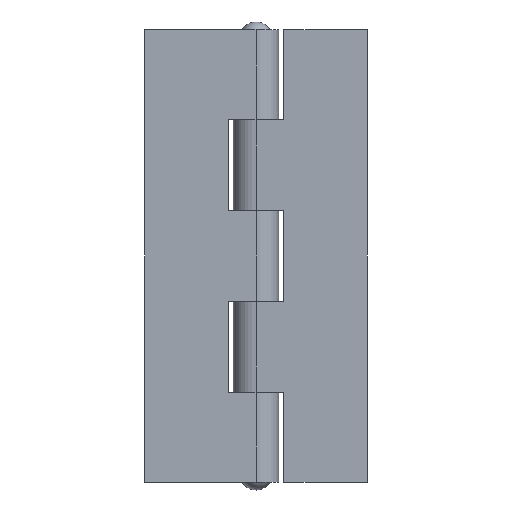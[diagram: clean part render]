
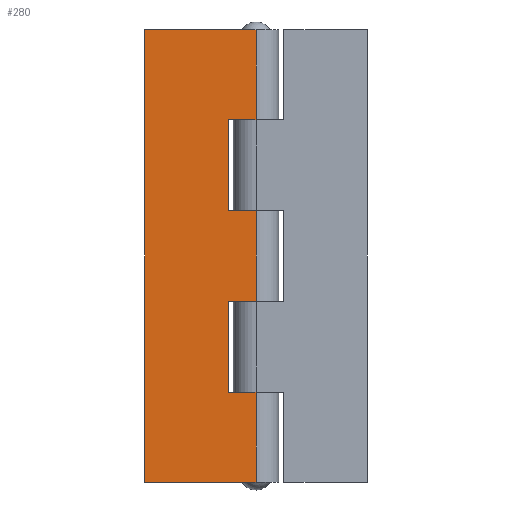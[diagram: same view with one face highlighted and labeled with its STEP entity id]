
A CAD part, front view. The second image highlights one B-rep face of the part: STEP entity #280.
In plain terms, the highlighted planar face has unit normal (0, -1, 0).
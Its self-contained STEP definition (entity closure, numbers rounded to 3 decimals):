
#177 = VERTEX_POINT ( 'NONE', #865 ) ;
#179 = EDGE_CURVE ( 'NONE', #177, #2123, #864, .T. ) ;
#187 = VERTEX_POINT ( 'NONE', #848 ) ;
#216 = EDGE_CURVE ( 'NONE', #177, #246, #934, .T. ) ;
#236 = VERTEX_POINT ( 'NONE', #955 ) ;
#238 = EDGE_CURVE ( 'NONE', #236, #187, #954, .T. ) ;
#245 = EDGE_CURVE ( 'NONE', #246, #187, #949, .T. ) ;
#246 = VERTEX_POINT ( 'NONE', #1003 ) ;
#253 = EDGE_CURVE ( 'NONE', #2131, #284, #1002, .T. ) ;
#266 = ORIENTED_EDGE ( 'NONE', *, *, #245, .T. ) ;
#267 = ORIENTED_EDGE ( 'NONE', *, *, #238, .F. ) ;
#268 = ORIENTED_EDGE ( 'NONE', *, *, #269, .T. ) ;
#269 = EDGE_CURVE ( 'NONE', #236, #270, #722, .T. ) ;
#270 = VERTEX_POINT ( 'NONE', #1036 ) ;
#271 = ORIENTED_EDGE ( 'NONE', *, *, #272, .T. ) ;
#272 = EDGE_CURVE ( 'NONE', #270, #273, #1035, .T. ) ;
#273 = VERTEX_POINT ( 'NONE', #1031 ) ;
#274 = ORIENTED_EDGE ( 'NONE', *, *, #275, .T. ) ;
#275 = EDGE_CURVE ( 'NONE', #273, #2127, #1030, .T. ) ;
#276 = ORIENTED_EDGE ( 'NONE', *, *, #2130, .F. ) ;
#277 = ORIENTED_EDGE ( 'NONE', *, *, #253, .T. ) ;
#280 = ADVANCED_FACE ( 'NONE', ( #1026 ), #1025, .F. ) ;
#281 = EDGE_LOOP ( 'NONE', ( #282, #286, #288, #289, #2156, #266, #267, #268, #271, #274, #276, #277 ) ) ;
#282 = ORIENTED_EDGE ( 'NONE', *, *, #283, .T. ) ;
#283 = EDGE_CURVE ( 'NONE', #284, #285, #1020, .T. ) ;
#284 = VERTEX_POINT ( 'NONE', #1016 ) ;
#285 = VERTEX_POINT ( 'NONE', #1015 ) ;
#286 = ORIENTED_EDGE ( 'NONE', *, *, #287, .T. ) ;
#287 = EDGE_CURVE ( 'NONE', #285, #2115, #1014, .T. ) ;
#288 = ORIENTED_EDGE ( 'NONE', *, *, #2117, .F. ) ;
#289 = ORIENTED_EDGE ( 'NONE', *, *, #179, .F. ) ;
#722 = LINE ( 'NONE', #977, #1038 ) ;
#848 = CARTESIAN_POINT ( 'NONE',  ( 0., -3.25, -32.5 ) ) ;
#861 = DIRECTION ( 'NONE',  ( 1., 0., 0. ) ) ;
#862 = VECTOR ( 'NONE', #861, 1000. ) ;
#863 = CARTESIAN_POINT ( 'NONE',  ( 0., -3.25, 32.5 ) ) ;
#864 = LINE ( 'NONE', #863, #862 ) ;
#865 = CARTESIAN_POINT ( 'NONE',  ( -16., -3.25, 32.5 ) ) ;
#931 = DIRECTION ( 'NONE',  ( 0., 0., -1. ) ) ;
#932 = VECTOR ( 'NONE', #931, 1000. ) ;
#933 = CARTESIAN_POINT ( 'NONE',  ( -16., -3.25, 32.5 ) ) ;
#934 = LINE ( 'NONE', #933, #932 ) ;
#949 = LINE ( 'NONE', #1006, #1005 ) ;
#951 = DIRECTION ( 'NONE',  ( 0., 0., -1. ) ) ;
#952 = VECTOR ( 'NONE', #951, 1000. ) ;
#953 = CARTESIAN_POINT ( 'NONE',  ( 0., -3.25, 32.5 ) ) ;
#954 = LINE ( 'NONE', #953, #952 ) ;
#955 = CARTESIAN_POINT ( 'NONE',  ( 0., -3.25, -19.6 ) ) ;
#977 = CARTESIAN_POINT ( 'NONE',  ( 0., -3.25, -19.6 ) ) ;
#999 = DIRECTION ( 'NONE',  ( -1., 0., 0. ) ) ;
#1000 = VECTOR ( 'NONE', #999, 1000. ) ;
#1001 = CARTESIAN_POINT ( 'NONE',  ( 0., -3.25, 6.5 ) ) ;
#1002 = LINE ( 'NONE', #1001, #1000 ) ;
#1003 = CARTESIAN_POINT ( 'NONE',  ( -16., -3.25, -32.5 ) ) ;
#1004 = DIRECTION ( 'NONE',  ( 1., 0., 0. ) ) ;
#1005 = VECTOR ( 'NONE', #1004, 1000. ) ;
#1006 = CARTESIAN_POINT ( 'NONE',  ( 0., -3.25, -32.5 ) ) ;
#1011 = DIRECTION ( 'NONE',  ( 1., 0., 0. ) ) ;
#1012 = VECTOR ( 'NONE', #1011, 1000. ) ;
#1013 = CARTESIAN_POINT ( 'NONE',  ( 0., -3.25, 19.6 ) ) ;
#1014 = LINE ( 'NONE', #1013, #1012 ) ;
#1015 = CARTESIAN_POINT ( 'NONE',  ( -4., -3.25, 19.6 ) ) ;
#1016 = CARTESIAN_POINT ( 'NONE',  ( -4., -3.25, 6.5 ) ) ;
#1017 = DIRECTION ( 'NONE',  ( 0., 0., 1. ) ) ;
#1018 = VECTOR ( 'NONE', #1017, 1000. ) ;
#1019 = CARTESIAN_POINT ( 'NONE',  ( -4., -3.25, 32.5 ) ) ;
#1020 = LINE ( 'NONE', #1019, #1018 ) ;
#1021 = DIRECTION ( 'NONE',  ( -1., 0., 0. ) ) ;
#1022 = DIRECTION ( 'NONE',  ( 0., 1., 0. ) ) ;
#1023 = CARTESIAN_POINT ( 'NONE',  ( 0., -3.25, 32.5 ) ) ;
#1024 = AXIS2_PLACEMENT_3D ( 'NONE', #1023, #1022, #1021 ) ;
#1025 = PLANE ( 'NONE',  #1024 ) ;
#1026 = FACE_OUTER_BOUND ( 'NONE', #281, .T. ) ;
#1027 = DIRECTION ( 'NONE',  ( 1., 0., 0. ) ) ;
#1028 = VECTOR ( 'NONE', #1027, 1000. ) ;
#1029 = CARTESIAN_POINT ( 'NONE',  ( 0., -3.25, -6.5 ) ) ;
#1030 = LINE ( 'NONE', #1029, #1028 ) ;
#1031 = CARTESIAN_POINT ( 'NONE',  ( -4., -3.25, -6.5 ) ) ;
#1032 = DIRECTION ( 'NONE',  ( 0., 0., 1. ) ) ;
#1033 = VECTOR ( 'NONE', #1032, 1000. ) ;
#1034 = CARTESIAN_POINT ( 'NONE',  ( -4., -3.25, 32.5 ) ) ;
#1035 = LINE ( 'NONE', #1034, #1033 ) ;
#1036 = CARTESIAN_POINT ( 'NONE',  ( -4., -3.25, -19.6 ) ) ;
#1037 = DIRECTION ( 'NONE',  ( -1., 0., 0. ) ) ;
#1038 = VECTOR ( 'NONE', #1037, 1000. ) ;
#1499 = CARTESIAN_POINT ( 'NONE',  ( 0., -3.25, -6.5 ) ) ;
#1506 = CARTESIAN_POINT ( 'NONE',  ( 0., -3.25, 32.5 ) ) ;
#1512 = DIRECTION ( 'NONE',  ( 0., 0., -1. ) ) ;
#1513 = VECTOR ( 'NONE', #1512, 1000. ) ;
#1514 = CARTESIAN_POINT ( 'NONE',  ( 0., -3.25, 32.5 ) ) ;
#1515 = LINE ( 'NONE', #1514, #1513 ) ;
#1516 = CARTESIAN_POINT ( 'NONE',  ( 0., -3.25, 19.6 ) ) ;
#1554 = CARTESIAN_POINT ( 'NONE',  ( 0., -3.25, 6.5 ) ) ;
#1555 = DIRECTION ( 'NONE',  ( 0., 0., -1. ) ) ;
#1556 = VECTOR ( 'NONE', #1555, 1000. ) ;
#1557 = CARTESIAN_POINT ( 'NONE',  ( 0., -3.25, 32.5 ) ) ;
#1558 = LINE ( 'NONE', #1557, #1556 ) ;
#2115 = VERTEX_POINT ( 'NONE', #1516 ) ;
#2117 = EDGE_CURVE ( 'NONE', #2123, #2115, #1515, .T. ) ;
#2123 = VERTEX_POINT ( 'NONE', #1506 ) ;
#2127 = VERTEX_POINT ( 'NONE', #1499 ) ;
#2130 = EDGE_CURVE ( 'NONE', #2131, #2127, #1558, .T. ) ;
#2131 = VERTEX_POINT ( 'NONE', #1554 ) ;
#2156 = ORIENTED_EDGE ( 'NONE', *, *, #216, .T. ) ;
